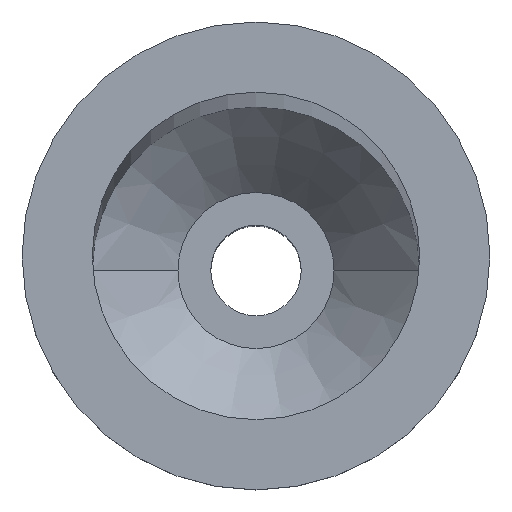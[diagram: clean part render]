
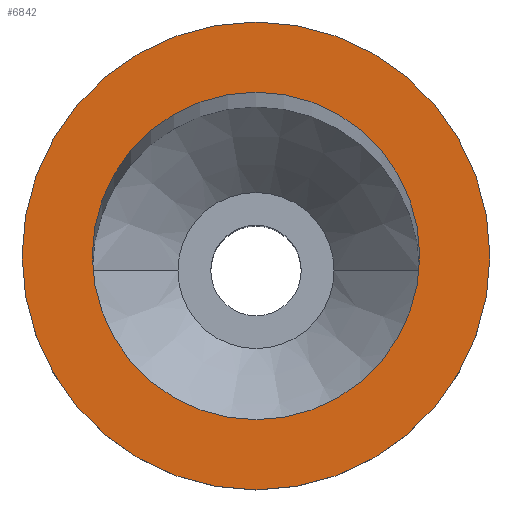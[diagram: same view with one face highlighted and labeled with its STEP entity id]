
A CAD part, top view. The second image highlights one B-rep face of the part: STEP entity #6842.
In plain terms, the highlighted planar face has unit normal (0, 0, 1).
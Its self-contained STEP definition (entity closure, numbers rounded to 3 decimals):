
#571 = EDGE_CURVE ( 'NONE', #9409, #9410, #9912, .T. ) ;
#1732 = ORIENTED_EDGE ( 'NONE', *, *, #13661, .F. ) ;
#1733 = ORIENTED_EDGE ( 'NONE', *, *, #13300, .F. ) ;
#1734 = ORIENTED_EDGE ( 'NONE', *, *, #571, .T. ) ;
#1735 = ORIENTED_EDGE ( 'NONE', *, *, #13662, .T. ) ;
#3373 = CARTESIAN_POINT ( 'NONE',  ( 0.75, 0., 0. ) ) ;
#3374 = CARTESIAN_POINT ( 'NONE',  ( -0.75, 0., 0. ) ) ;
#3638 = CARTESIAN_POINT ( 'NONE',  ( 0., 0., 0. ) ) ;
#3639 = DIRECTION ( 'NONE',  ( 0., 0., 1. ) ) ;
#3640 = DIRECTION ( 'NONE',  ( 1., 0., 0. ) ) ;
#3776 = AXIS2_PLACEMENT_3D ( 'NONE', #6495, #6501, #6502 ) ;
#3853 = AXIS2_PLACEMENT_3D ( 'NONE', #7907, #7908, #7909 ) ;
#3880 = AXIS2_PLACEMENT_3D ( 'NONE', #11265, #11266, #11267 ) ;
#3881 = AXIS2_PLACEMENT_3D ( 'NONE', #11268, #11269, #11270 ) ;
#4523 = CARTESIAN_POINT ( 'NONE',  ( -0.525, 0., 0. ) ) ;
#4524 = CARTESIAN_POINT ( 'NONE',  ( 0.525, 0., 0. ) ) ;
#5167 = EDGE_LOOP ( 'NONE', ( #1734, #1735 ) ) ;
#5168 = EDGE_LOOP ( 'NONE', ( #1732, #1733 ) ) ;
#6495 = CARTESIAN_POINT ( 'NONE',  ( 0., 0.525, 0. ) ) ;
#6496 = PLANE ( 'NONE',  #3776 ) ;
#6501 = DIRECTION ( 'NONE',  ( 0., 0., -1. ) ) ;
#6502 = DIRECTION ( 'NONE',  ( -1., 0., 0. ) ) ;
#6842 = ADVANCED_FACE ( 'NONE', ( #12959, #12966 ), #6496, .F. ) ;
#7907 = CARTESIAN_POINT ( 'NONE',  ( 0., 0., 0. ) ) ;
#7908 = DIRECTION ( 'NONE',  ( 0., 0., 1. ) ) ;
#7909 = DIRECTION ( 'NONE',  ( 1., 0., 0. ) ) ;
#9206 = VERTEX_POINT ( 'NONE', #4523 ) ;
#9207 = VERTEX_POINT ( 'NONE', #4524 ) ;
#9409 = VERTEX_POINT ( 'NONE', #3373 ) ;
#9410 = VERTEX_POINT ( 'NONE', #3374 ) ;
#9912 = CIRCLE ( 'NONE', #14037, 0.75 ) ;
#10224 = CIRCLE ( 'NONE', #3853, 0.525 ) ;
#10430 = CIRCLE ( 'NONE', #3880, 0.525 ) ;
#10432 = CIRCLE ( 'NONE', #3881, 0.75 ) ;
#11265 = CARTESIAN_POINT ( 'NONE',  ( 0., 0., 0. ) ) ;
#11266 = DIRECTION ( 'NONE',  ( 0., 0., 1. ) ) ;
#11267 = DIRECTION ( 'NONE',  ( 1., 0., 0. ) ) ;
#11268 = CARTESIAN_POINT ( 'NONE',  ( 0., 0., 0. ) ) ;
#11269 = DIRECTION ( 'NONE',  ( 0., 0., 1. ) ) ;
#11270 = DIRECTION ( 'NONE',  ( 1., 0., 0. ) ) ;
#12959 = FACE_BOUND ( 'NONE', #5168, .T. ) ;
#12966 = FACE_OUTER_BOUND ( 'NONE', #5167, .T. ) ;
#13300 = EDGE_CURVE ( 'NONE', #9206, #9207, #10224, .T. ) ;
#13661 = EDGE_CURVE ( 'NONE', #9207, #9206, #10430, .T. ) ;
#13662 = EDGE_CURVE ( 'NONE', #9410, #9409, #10432, .T. ) ;
#14037 = AXIS2_PLACEMENT_3D ( 'NONE', #3638, #3639, #3640 ) ;
